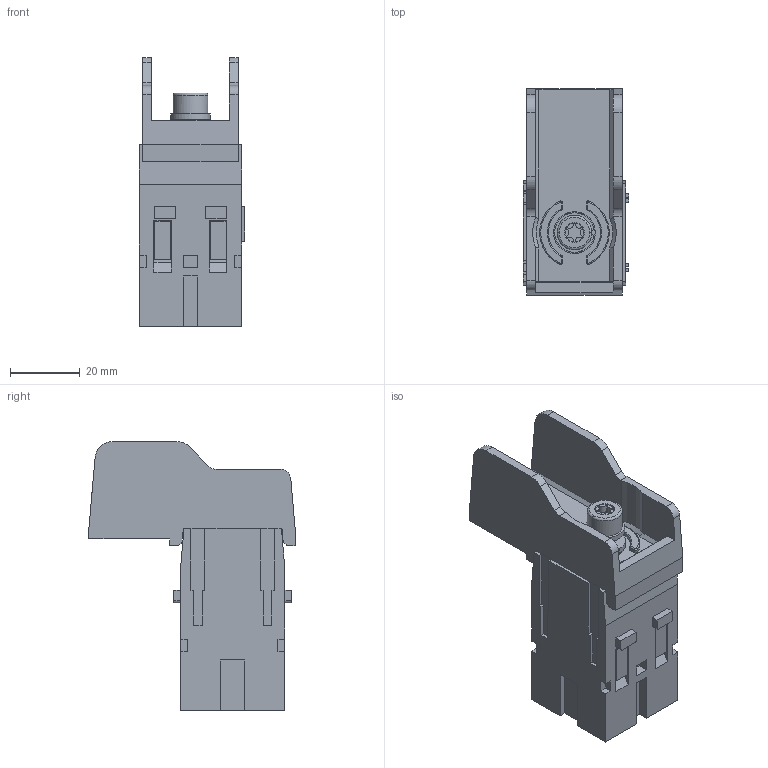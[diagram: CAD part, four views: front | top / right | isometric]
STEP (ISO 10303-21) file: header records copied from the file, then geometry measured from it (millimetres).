
FILE_DESCRIPTION(('Creo Elements/Direct Modeling STEP Export'),'2;1');
FILE_NAME('0ln7uvk5l68h92l5320','2022-10-12T17:05:08',(''),(''),'Creo Elements/Direct Modeling STEP processor for AP214 (Solid Model)','Creo Elements/Direct Modeling 20.1B 02-Apr-2019 (C) Parametric Technology GmbH','');
FILE_SCHEMA(('AUTOMOTIVE_DESIGN { 1 0 10303 214 1 1 1 1 }'));
Length unit declared in the file: millimetre
Products named in the file (2): CX 01 YAM
Assembly tree (1 placements, depth 2):
  CX 01 YAM
    CX 01 YAM
Bounding box: 30.3 x 59.3 x 77.3 mm (x, y, z)
Volume: 48254.7 mm3; surface area: 20033.3 mm2
Topology: 1 solids, 1 shells, 440 faces, 1137 edges, 708 vertices
Faces by surface type: plane 257, cylinder 132, torus 31, sphere 16, cone 4
Entity records: 16818 total; most frequent: CARTESIAN_POINT 2715, ORIENTED_EDGE 2242, DIRECTION 2159, EDGE_CURVE 1121, VECTOR 751, LINE 751, VERTEX_POINT 708, AXIS2_PLACEMENT_3D 704
